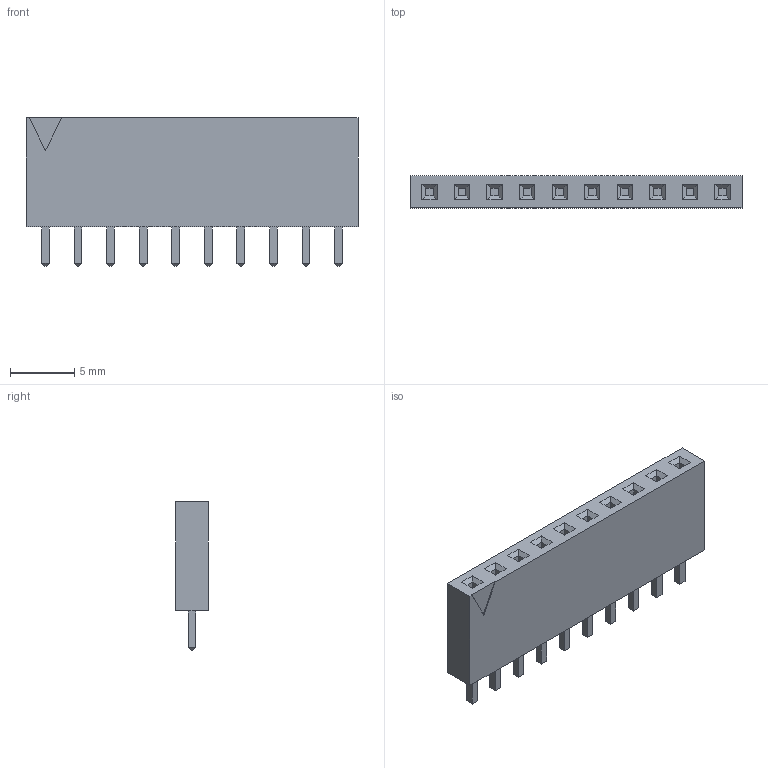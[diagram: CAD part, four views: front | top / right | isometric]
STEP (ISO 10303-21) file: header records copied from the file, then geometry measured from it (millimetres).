
FILE_DESCRIPTION(('FreeCAD Model'),'2;1');
FILE_NAME('252362.2.1.stp','2020-09-14T10:18:42',( 'Author'),(''),'Open CASCADE STEP processor 6.9','FreeCAD','Unknown' );
FILE_SCHEMA(('AUTOMOTIVE_DESIGN { 1 0 10303 214 1 1 1 1 }'));
Length unit declared in the file: millimetre
Products named in the file (3): ASSEMBLY; Body; LeadsArray
Assembly tree (2 placements, depth 2):
  ASSEMBLY
    Body
    LeadsArray
Bounding box: 25.9 x 2.5 x 11.6 mm (x, y, z)
Volume: 541.1 mm3; surface area: 891 mm2
Topology: 11 solids, 11 shells, 199 faces, 421 edges, 254 vertices
Faces by surface type: plane 199
Entity records: 10717 total; most frequent: CARTESIAN_POINT 1719, DIRECTION 1667, LINE 1263, VECTOR 1263, ORIENTED_EDGE 842, PCURVE 842, DEFINITIONAL_REPRESENTATION 842, EDGE_CURVE 421
